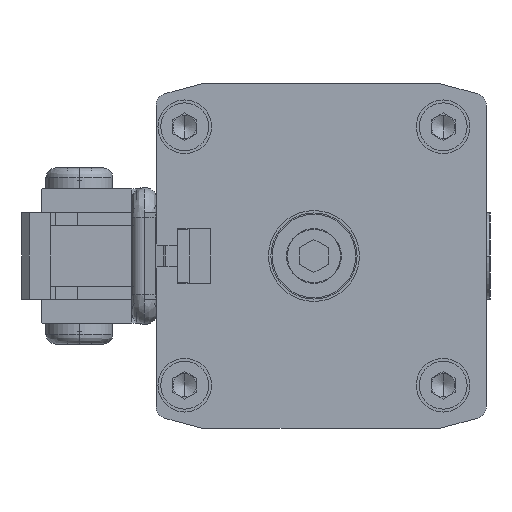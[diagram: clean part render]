
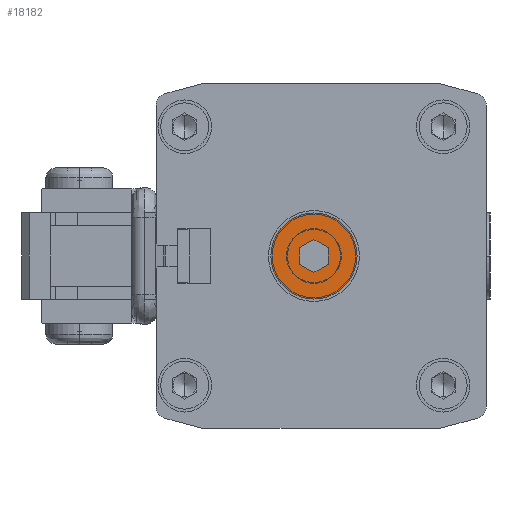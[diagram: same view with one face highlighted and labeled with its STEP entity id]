
A CAD part, left-side view. The second image highlights one B-rep face of the part: STEP entity #18182.
In plain terms, the highlighted planar face has unit normal (-1, 0, 0).
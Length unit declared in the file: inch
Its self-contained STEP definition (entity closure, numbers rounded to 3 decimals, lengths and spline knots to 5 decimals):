
#318 = EDGE_CURVE ( 'NONE', #2821, #23315, #8625, .T. ) ;
#491 = LINE ( 'NONE', #4625, #24609 ) ;
#977 = LINE ( 'NONE', #22574, #4309 ) ;
#1558 = DIRECTION ( 'NONE',  ( 1., 0., 0. ) ) ;
#1956 = VECTOR ( 'NONE', #14369, 39.37008 ) ;
#2039 = EDGE_CURVE ( 'NONE', #25072, #2821, #9978, .T. ) ;
#2515 = EDGE_CURVE ( 'NONE', #17727, #15642, #4681, .T. ) ;
#2558 = ORIENTED_EDGE ( 'NONE', *, *, #12272, .T. ) ;
#2821 = VERTEX_POINT ( 'NONE', #14590 ) ;
#4124 = DIRECTION ( 'NONE',  ( 1., 0., 0. ) ) ;
#4244 = VERTEX_POINT ( 'NONE', #16248 ) ;
#4309 = VECTOR ( 'NONE', #6669, 39.37008 ) ;
#4508 = EDGE_CURVE ( 'NONE', #15642, #17727, #21657, .T. ) ;
#4625 = CARTESIAN_POINT ( 'NONE',  ( -37.43252, -0.11024, 0.13638 ) ) ;
#4681 = CIRCLE ( 'NONE', #12529, 0.35433 ) ;
#4973 = CARTESIAN_POINT ( 'NONE',  ( -37.43252, -0.11024, 0.13638 ) ) ;
#5474 = ORIENTED_EDGE ( 'NONE', *, *, #2515, .F. ) ;
#5663 = ORIENTED_EDGE ( 'NONE', *, *, #2039, .T. ) ;
#5689 = VERTEX_POINT ( 'NONE', #19563 ) ;
#6344 = LINE ( 'NONE', #14235, #1956 ) ;
#6669 = DIRECTION ( 'NONE',  ( 0., 0., -1. ) ) ;
#7174 = CARTESIAN_POINT ( 'NONE',  ( -37.43252, -0.11024, -0.13638 ) ) ;
#7919 = EDGE_CURVE ( 'NONE', #12465, #4244, #491, .T. ) ;
#8132 = CARTESIAN_POINT ( 'NONE',  ( -37.43252, 0.24409, -1.41732 ) ) ;
#8134 = ORIENTED_EDGE ( 'NONE', *, *, #10488, .T. ) ;
#8625 = LINE ( 'NONE', #16514, #10339 ) ;
#9143 = LINE ( 'NONE', #9416, #19279 ) ;
#9416 = CARTESIAN_POINT ( 'NONE',  ( -37.43252, -0.22835, -0.06819 ) ) ;
#9768 = DIRECTION ( 'NONE',  ( 1., 0., 0. ) ) ;
#9978 = LINE ( 'NONE', #7174, #21625 ) ;
#10339 = VECTOR ( 'NONE', #16895, 39.37008 ) ;
#10488 = EDGE_CURVE ( 'NONE', #23315, #12465, #6344, .T. ) ;
#11614 = FACE_BOUND ( 'NONE', #25412, .T. ) ;
#12272 = EDGE_CURVE ( 'NONE', #5689, #25072, #9143, .T. ) ;
#12465 = VERTEX_POINT ( 'NONE', #4973 ) ;
#12529 = AXIS2_PLACEMENT_3D ( 'NONE', #19273, #1558, #25214 ) ;
#13639 = DIRECTION ( 'NONE',  ( 0., 0., 1. ) ) ;
#13953 = FACE_OUTER_BOUND ( 'NONE', #22937, .T. ) ;
#14235 = CARTESIAN_POINT ( 'NONE',  ( -37.43252, 0.00787, 0.06819 ) ) ;
#14282 = ORIENTED_EDGE ( 'NONE', *, *, #4508, .F. ) ;
#14369 = DIRECTION ( 'NONE',  ( 0., -0.866, 0.5 ) ) ;
#14590 = CARTESIAN_POINT ( 'NONE',  ( -37.43252, 0.00787, -0.06819 ) ) ;
#15642 = VERTEX_POINT ( 'NONE', #25165 ) ;
#15783 = AXIS2_PLACEMENT_3D ( 'NONE', #23205, #9768, #13639 ) ;
#16017 = DIRECTION ( 'NONE',  ( 0., 0., 1. ) ) ;
#16248 = CARTESIAN_POINT ( 'NONE',  ( -37.43252, -0.22835, 0.06819 ) ) ;
#16271 = DIRECTION ( 'NONE',  ( 0., -0.866, -0.5 ) ) ;
#16514 = CARTESIAN_POINT ( 'NONE',  ( -37.43252, 0.00787, -0.06819 ) ) ;
#16767 = AXIS2_PLACEMENT_3D ( 'NONE', #8132, #4124, #16017 ) ;
#16895 = DIRECTION ( 'NONE',  ( 0., 0., 1. ) ) ;
#16904 = ORIENTED_EDGE ( 'NONE', *, *, #7919, .T. ) ;
#16980 = CARTESIAN_POINT ( 'NONE',  ( -37.43252, -0.11024, -0.35433 ) ) ;
#17175 = CARTESIAN_POINT ( 'NONE',  ( -37.43252, 0.00787, 0.06819 ) ) ;
#17727 = VERTEX_POINT ( 'NONE', #16980 ) ;
#18182 = ADVANCED_FACE ( 'NONE', ( #13953, #11614 ), #21837, .F. ) ;
#19273 = CARTESIAN_POINT ( 'NONE',  ( -37.43252, -0.11024, 0. ) ) ;
#19279 = VECTOR ( 'NONE', #21297, 39.37008 ) ;
#19563 = CARTESIAN_POINT ( 'NONE',  ( -37.43252, -0.22835, -0.06819 ) ) ;
#21297 = DIRECTION ( 'NONE',  ( 0., 0.866, -0.5 ) ) ;
#21622 = ORIENTED_EDGE ( 'NONE', *, *, #318, .T. ) ;
#21625 = VECTOR ( 'NONE', #25018, 39.37008 ) ;
#21657 = CIRCLE ( 'NONE', #15783, 0.35433 ) ;
#21837 = PLANE ( 'NONE',  #16767 ) ;
#22489 = ORIENTED_EDGE ( 'NONE', *, *, #22510, .T. ) ;
#22510 = EDGE_CURVE ( 'NONE', #4244, #5689, #977, .T. ) ;
#22574 = CARTESIAN_POINT ( 'NONE',  ( -37.43252, -0.22835, 0.06819 ) ) ;
#22937 = EDGE_LOOP ( 'NONE', ( #5474, #14282 ) ) ;
#23205 = CARTESIAN_POINT ( 'NONE',  ( -37.43252, -0.11024, 0. ) ) ;
#23315 = VERTEX_POINT ( 'NONE', #17175 ) ;
#24609 = VECTOR ( 'NONE', #16271, 39.37008 ) ;
#24979 = CARTESIAN_POINT ( 'NONE',  ( -37.43252, -0.11024, -0.13638 ) ) ;
#25018 = DIRECTION ( 'NONE',  ( 0., 0.866, 0.5 ) ) ;
#25072 = VERTEX_POINT ( 'NONE', #24979 ) ;
#25165 = CARTESIAN_POINT ( 'NONE',  ( -37.43252, -0.11024, 0.35433 ) ) ;
#25214 = DIRECTION ( 'NONE',  ( 0., 0., 1. ) ) ;
#25412 = EDGE_LOOP ( 'NONE', ( #5663, #21622, #8134, #16904, #22489, #2558 ) ) ;
